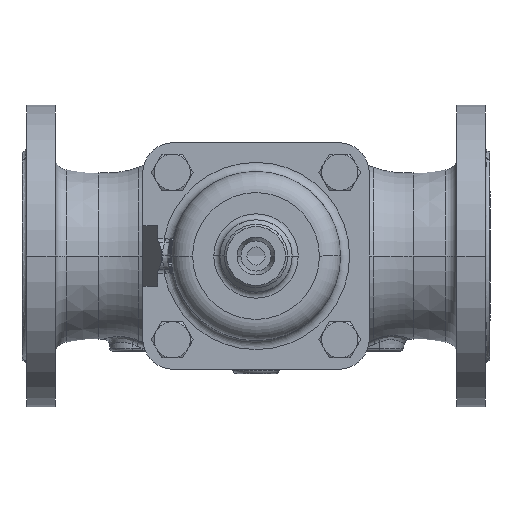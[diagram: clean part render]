
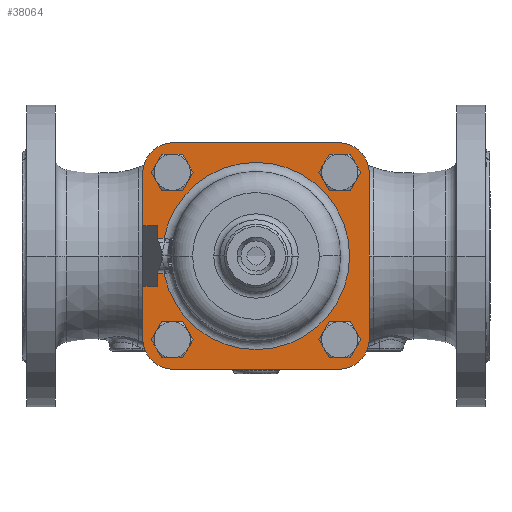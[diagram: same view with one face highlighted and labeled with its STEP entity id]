
A CAD part, front view. The second image highlights one B-rep face of the part: STEP entity #38064.
In plain terms, the highlighted planar face has unit normal (0, -1, 0).
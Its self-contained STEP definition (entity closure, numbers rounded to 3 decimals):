
#31185=DIRECTION('',(-1.,0.,0.));
#31186=VECTOR('',#31185,4.284);
#31187=CARTESIAN_POINT('',(-60.902,131.,
-11.619));
#31188=LINE('',#31187,#31186);
#31189=CARTESIAN_POINT('',(0.,131.,0.));
#31190=DIRECTION('',(0.,-1.,0.));
#31191=DIRECTION('',(-0.982,0.,-0.187));
#31192=AXIS2_PLACEMENT_3D('',#31189,#31190,#31191);
#31194=CARTESIAN_POINT('',(0.,131.,0.));
#31195=DIRECTION('',(0.,-1.,0.));
#31196=DIRECTION('',(1.,0.,0.008));
#31197=AXIS2_PLACEMENT_3D('',#31194,#31195,#31196);
#31199=DIRECTION('',(0.,0.,1.));
#31200=VECTOR('',#31199,35.);
#31201=CARTESIAN_POINT('',(-75.,131.,20.));
#31202=LINE('',#31201,#31200);
#31203=CARTESIAN_POINT('',(-55.,131.,55.));
#31204=DIRECTION('',(0.,1.,0.));
#31205=DIRECTION('',(-1.,0.,0.));
#31206=AXIS2_PLACEMENT_3D('',#31203,#31204,#31205);
#31208=DIRECTION('',(1.,0.,0.));
#31209=VECTOR('',#31208,110.);
#31210=CARTESIAN_POINT('',(-55.,131.,75.));
#31211=LINE('',#31210,#31209);
#31212=CARTESIAN_POINT('',(55.,131.,55.));
#31213=DIRECTION('',(0.,1.,0.));
#31214=DIRECTION('',(0.,0.,1.));
#31215=AXIS2_PLACEMENT_3D('',#31212,#31213,#31214);
#31217=DIRECTION('',(0.,0.,-1.));
#31218=VECTOR('',#31217,110.);
#31219=CARTESIAN_POINT('',(75.,131.,55.));
#31220=LINE('',#31219,#31218);
#31221=CARTESIAN_POINT('',(55.,131.,-55.));
#31222=DIRECTION('',(0.,1.,0.));
#31223=DIRECTION('',(1.,0.,0.));
#31224=AXIS2_PLACEMENT_3D('',#31221,#31222,#31223);
#31226=DIRECTION('',(-1.,0.,0.));
#31227=VECTOR('',#31226,110.);
#31228=CARTESIAN_POINT('',(55.,131.,-75.));
#31229=LINE('',#31228,#31227);
#31230=CARTESIAN_POINT('',(-55.,131.,-55.));
#31231=DIRECTION('',(0.,1.,0.));
#31232=DIRECTION('',(0.,0.,-1.));
#31233=AXIS2_PLACEMENT_3D('',#31230,#31231,#31232);
#31235=DIRECTION('',(0.,0.,1.));
#31236=VECTOR('',#31235,35.);
#31237=CARTESIAN_POINT('',(-75.,131.,-55.));
#31238=LINE('',#31237,#31236);
#31239=CARTESIAN_POINT('',(55.508,131.,55.508));
#31240=DIRECTION('',(0.,-1.,0.));
#31241=DIRECTION('',(1.,0.,0.));
#31242=AXIS2_PLACEMENT_3D('',#31239,#31240,#31241);
#31244=CARTESIAN_POINT('',(55.508,131.,55.508));
#31245=DIRECTION('',(0.,-1.,0.));
#31246=DIRECTION('',(-1.,0.,0.));
#31247=AXIS2_PLACEMENT_3D('',#31244,#31245,#31246);
#31249=CARTESIAN_POINT('',(55.508,131.,-55.508));
#31250=DIRECTION('',(0.,-1.,0.));
#31251=DIRECTION('',(1.,0.,0.));
#31252=AXIS2_PLACEMENT_3D('',#31249,#31250,#31251);
#31254=CARTESIAN_POINT('',(55.508,131.,-55.508));
#31255=DIRECTION('',(0.,-1.,0.));
#31256=DIRECTION('',(-1.,0.,0.));
#31257=AXIS2_PLACEMENT_3D('',#31254,#31255,#31256);
#31259=CARTESIAN_POINT('',(-55.508,131.,-55.508));
#31260=DIRECTION('',(0.,-1.,0.));
#31261=DIRECTION('',(1.,0.,0.));
#31262=AXIS2_PLACEMENT_3D('',#31259,#31260,#31261);
#31264=CARTESIAN_POINT('',(-55.508,131.,-55.508));
#31265=DIRECTION('',(0.,-1.,0.));
#31266=DIRECTION('',(-1.,0.,0.));
#31267=AXIS2_PLACEMENT_3D('',#31264,#31265,#31266);
#31269=CARTESIAN_POINT('',(-55.508,131.,55.508));
#31270=DIRECTION('',(0.,-1.,0.));
#31271=DIRECTION('',(1.,0.,0.));
#31272=AXIS2_PLACEMENT_3D('',#31269,#31270,#31271);
#31274=CARTESIAN_POINT('',(-55.508,131.,55.508));
#31275=DIRECTION('',(0.,-1.,0.));
#31276=DIRECTION('',(-1.,0.,0.));
#31277=AXIS2_PLACEMENT_3D('',#31274,#31275,#31276);
#31801=DIRECTION('',(0.,0.,-1.));
#31802=VECTOR('',#31801,8.381);
#31803=CARTESIAN_POINT('',(-65.185,131.,-11.619));
#31804=LINE('',#31803,#31802);
#31813=DIRECTION('',(0.,0.,-1.));
#31814=VECTOR('',#31813,8.381);
#31815=CARTESIAN_POINT('',(-65.185,131.,20.));
#31816=LINE('',#31815,#31814);
#31823=DIRECTION('',(-1.,0.,0.));
#31824=VECTOR('',#31823,9.815);
#31825=CARTESIAN_POINT('',(-65.185,131.,-20.));
#31826=LINE('',#31825,#31824);
#32557=DIRECTION('',(1.,0.,0.));
#32558=VECTOR('',#32557,9.815);
#32559=CARTESIAN_POINT('',(-75.,131.,20.));
#32560=LINE('',#32559,#32558);
#32565=DIRECTION('',(1.,0.,0.));
#32566=VECTOR('',#32565,4.284);
#32567=CARTESIAN_POINT('',(-65.185,131.,11.619));
#32568=LINE('',#32567,#32566);
#35993=CARTESIAN_POINT('',(-46.508,131.,-55.508));
#35994=CARTESIAN_POINT('',(-64.508,131.,-55.508));
#35995=VERTEX_POINT('',#35993);
#35996=VERTEX_POINT('',#35994);
#36002=CARTESIAN_POINT('',(61.998,131.,0.48));
#36003=CARTESIAN_POINT('',(-60.902,131.,11.619));
#36004=VERTEX_POINT('',#36002);
#36005=VERTEX_POINT('',#36003);
#36006=CARTESIAN_POINT('',(-60.902,131.,-11.619));
#36007=VERTEX_POINT('',#36006);
#36008=CARTESIAN_POINT('',(-65.185,131.,11.619));
#36009=VERTEX_POINT('',#36008);
#36010=CARTESIAN_POINT('',(-65.185,131.,20.));
#36011=VERTEX_POINT('',#36010);
#36012=CARTESIAN_POINT('',(-75.,131.,20.));
#36013=VERTEX_POINT('',#36012);
#36014=CARTESIAN_POINT('',(-75.,131.,55.));
#36015=VERTEX_POINT('',#36014);
#36016=CARTESIAN_POINT('',(-55.,131.,75.));
#36017=VERTEX_POINT('',#36016);
#36018=CARTESIAN_POINT('',(55.,131.,75.));
#36019=VERTEX_POINT('',#36018);
#36020=CARTESIAN_POINT('',(75.,131.,55.));
#36021=VERTEX_POINT('',#36020);
#36022=CARTESIAN_POINT('',(75.,131.,-55.));
#36023=VERTEX_POINT('',#36022);
#36024=CARTESIAN_POINT('',(55.,131.,-75.));
#36025=VERTEX_POINT('',#36024);
#36026=CARTESIAN_POINT('',(-55.,131.,-75.));
#36027=VERTEX_POINT('',#36026);
#36028=CARTESIAN_POINT('',(-75.,131.,-55.));
#36029=VERTEX_POINT('',#36028);
#36030=CARTESIAN_POINT('',(-75.,131.,-20.));
#36031=VERTEX_POINT('',#36030);
#36032=CARTESIAN_POINT('',(-65.185,131.,-20.));
#36033=VERTEX_POINT('',#36032);
#36034=CARTESIAN_POINT('',(-65.185,131.,-11.619));
#36035=VERTEX_POINT('',#36034);
#36036=CARTESIAN_POINT('',(64.508,131.,55.508));
#36037=CARTESIAN_POINT('',(46.508,131.,55.508));
#36038=VERTEX_POINT('',#36036);
#36039=VERTEX_POINT('',#36037);
#36040=CARTESIAN_POINT('',(64.508,131.,-55.508));
#36041=CARTESIAN_POINT('',(46.508,131.,-55.508));
#36042=VERTEX_POINT('',#36040);
#36043=VERTEX_POINT('',#36041);
#36044=CARTESIAN_POINT('',(-46.508,131.,55.508));
#36045=CARTESIAN_POINT('',(-64.508,131.,55.508));
#36046=VERTEX_POINT('',#36044);
#36047=VERTEX_POINT('',#36045);
#38000=CARTESIAN_POINT('',(0.,131.,0.));
#38001=DIRECTION('',(0.,1.,0.));
#38002=DIRECTION('',(0.,0.,-1.));
#38003=AXIS2_PLACEMENT_3D('',#38000,#38001,#38002);
#38004=PLANE('',#38003);
#38006=ORIENTED_EDGE('',*,*,#38005,.T.);
#38008=ORIENTED_EDGE('',*,*,#38007,.T.);
#38010=ORIENTED_EDGE('',*,*,#38009,.F.);
#38012=ORIENTED_EDGE('',*,*,#38011,.F.);
#38014=ORIENTED_EDGE('',*,*,#38013,.F.);
#38016=ORIENTED_EDGE('',*,*,#38015,.T.);
#38018=ORIENTED_EDGE('',*,*,#38017,.T.);
#38020=ORIENTED_EDGE('',*,*,#38019,.T.);
#38022=ORIENTED_EDGE('',*,*,#38021,.T.);
#38024=ORIENTED_EDGE('',*,*,#38023,.T.);
#38026=ORIENTED_EDGE('',*,*,#38025,.T.);
#38028=ORIENTED_EDGE('',*,*,#38027,.T.);
#38030=ORIENTED_EDGE('',*,*,#38029,.T.);
#38032=ORIENTED_EDGE('',*,*,#38031,.T.);
#38034=ORIENTED_EDGE('',*,*,#38033,.F.);
#38036=ORIENTED_EDGE('',*,*,#38035,.F.);
#38037=ORIENTED_EDGE('',*,*,#37991,.F.);
#38038=EDGE_LOOP('',(#38006,#38008,#38010,#38012,#38014,#38016,#38018,#38020,
#38022,#38024,#38026,#38028,#38030,#38032,#38034,#38036,#38037));
#38039=FACE_OUTER_BOUND('',#38038,.F.);
#38041=ORIENTED_EDGE('',*,*,#38040,.T.);
#38043=ORIENTED_EDGE('',*,*,#38042,.T.);
#38044=EDGE_LOOP('',(#38041,#38043));
#38045=FACE_BOUND('',#38044,.F.);
#38047=ORIENTED_EDGE('',*,*,#38046,.T.);
#38049=ORIENTED_EDGE('',*,*,#38048,.T.);
#38050=EDGE_LOOP('',(#38047,#38049));
#38051=FACE_BOUND('',#38050,.F.);
#38053=ORIENTED_EDGE('',*,*,#38052,.T.);
#38055=ORIENTED_EDGE('',*,*,#38054,.T.);
#38056=EDGE_LOOP('',(#38053,#38055));
#38057=FACE_BOUND('',#38056,.F.);
#38059=ORIENTED_EDGE('',*,*,#38058,.T.);
#38061=ORIENTED_EDGE('',*,*,#38060,.T.);
#38062=EDGE_LOOP('',(#38059,#38061));
#38063=FACE_BOUND('',#38062,.F.);
#38064=ADVANCED_FACE('',(#38039,#38045,#38051,#38057,#38063),#38004,.F.);
#31193=CIRCLE('',#31192,62.);
#31198=CIRCLE('',#31197,62.);
#31207=CIRCLE('',#31206,20.);
#31216=CIRCLE('',#31215,20.);
#31225=CIRCLE('',#31224,20.);
#31234=CIRCLE('',#31233,20.);
#31243=CIRCLE('',#31242,9.);
#31248=CIRCLE('',#31247,9.);
#31253=CIRCLE('',#31252,9.);
#31258=CIRCLE('',#31257,9.);
#31263=CIRCLE('',#31262,9.);
#31268=CIRCLE('',#31267,9.);
#31273=CIRCLE('',#31272,9.);
#31278=CIRCLE('',#31277,9.);
#37991=EDGE_CURVE('',#36007,#36035,#31188,.T.);
#38005=EDGE_CURVE('',#36007,#36004,#31193,.T.);
#38007=EDGE_CURVE('',#36004,#36005,#31198,.T.);
#38009=EDGE_CURVE('',#36009,#36005,#32568,.T.);
#38011=EDGE_CURVE('',#36011,#36009,#31816,.T.);
#38013=EDGE_CURVE('',#36013,#36011,#32560,.T.);
#38015=EDGE_CURVE('',#36013,#36015,#31202,.T.);
#38017=EDGE_CURVE('',#36015,#36017,#31207,.T.);
#38019=EDGE_CURVE('',#36017,#36019,#31211,.T.);
#38021=EDGE_CURVE('',#36019,#36021,#31216,.T.);
#38023=EDGE_CURVE('',#36021,#36023,#31220,.T.);
#38025=EDGE_CURVE('',#36023,#36025,#31225,.T.);
#38027=EDGE_CURVE('',#36025,#36027,#31229,.T.);
#38029=EDGE_CURVE('',#36027,#36029,#31234,.T.);
#38031=EDGE_CURVE('',#36029,#36031,#31238,.T.);
#38033=EDGE_CURVE('',#36033,#36031,#31826,.T.);
#38035=EDGE_CURVE('',#36035,#36033,#31804,.T.);
#38040=EDGE_CURVE('',#36038,#36039,#31243,.T.);
#38042=EDGE_CURVE('',#36039,#36038,#31248,.T.);
#38046=EDGE_CURVE('',#36042,#36043,#31253,.T.);
#38048=EDGE_CURVE('',#36043,#36042,#31258,.T.);
#38052=EDGE_CURVE('',#35995,#35996,#31263,.T.);
#38054=EDGE_CURVE('',#35996,#35995,#31268,.T.);
#38058=EDGE_CURVE('',#36046,#36047,#31273,.T.);
#38060=EDGE_CURVE('',#36047,#36046,#31278,.T.);
